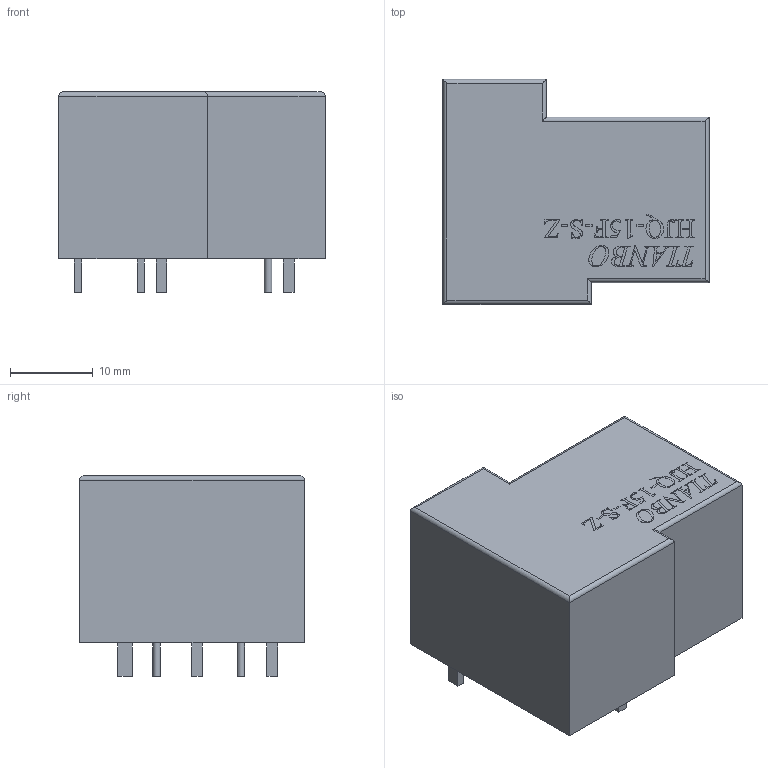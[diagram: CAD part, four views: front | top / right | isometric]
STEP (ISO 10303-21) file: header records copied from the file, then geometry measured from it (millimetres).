
FILE_DESCRIPTION(/* description */ (''),/* implementation_level */ '2;1');
FILE_NAME(/* name */ 'cf6d3e10-7814-43fe-9eca-8bf31ed08ae1.stp',/* time_stamp */ '2020-02-17T19:04:03+00:00',/* author */ (''),/* organization */ (''),/* preprocessor_version */ 'ST-DEVELOPER v18',/* originating_system */ 'Autodesk Translation Framework v8.12.0.6',/* authorisation */ '');
FILE_SCHEMA (('AUTOMOTIVE_DESIGN { 1 0 10303 214 3 1 1 }'));
Length unit declared in the file: millimetre
Products named in the file (1): TIANBO HJQ-15F-S-Z
Bounding box: 32.2 x 27.2 x 24.2 mm (x, y, z)
Volume: 15150.8 mm3; surface area: 3993.2 mm2
Topology: 7 solids, 7 shells, 481 faces, 1327 edges, 882 vertices
Faces by surface type: bspline 254, plane 217, cylinder 10
Full cylindrical faces by diameter (mm): 0.9 x2
Entity records: 17587 total; most frequent: CARTESIAN_POINT 7009, ORIENTED_EDGE 2654, EDGE_CURVE 1327, DIRECTION 1287, VERTEX_POINT 882, LINE 807, VECTOR 807, B_SPLINE_CURVE_WITH_KNOTS 508
